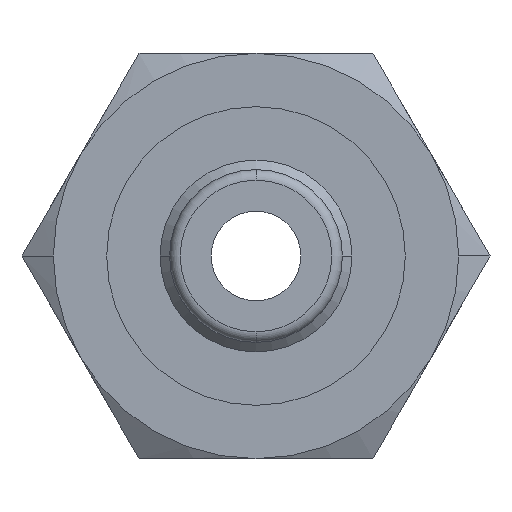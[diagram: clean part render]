
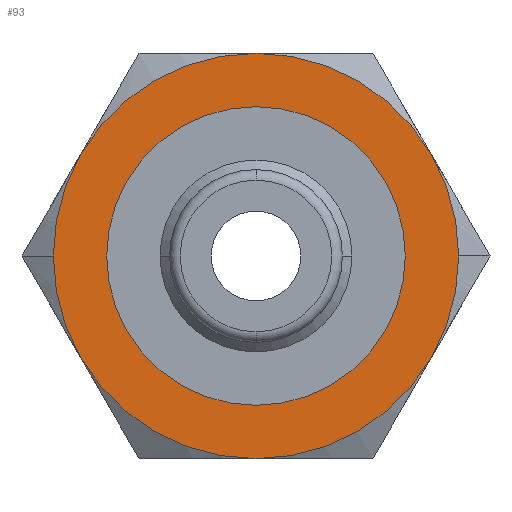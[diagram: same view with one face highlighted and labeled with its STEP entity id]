
A CAD part, front view. The second image highlights one B-rep face of the part: STEP entity #93.
In plain terms, the highlighted planar face has unit normal (0, -1, 0).
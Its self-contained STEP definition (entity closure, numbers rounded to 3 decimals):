
#93=ADVANCED_FACE('',(#222,#223),#224,.T.);
#222=FACE_OUTER_BOUND('',#387,.T.);
#223=FACE_BOUND('',#388,.T.);
#224=PLANE('',#389);
#387=EDGE_LOOP('',(#590,#591,#592,#593,#594,#595,#596,#597));
#388=EDGE_LOOP('',(#598,#599));
#389=AXIS2_PLACEMENT_3D('',#600,#601,#602);
#590=ORIENTED_EDGE('',*,*,#981,.F.);
#591=ORIENTED_EDGE('',*,*,#982,.F.);
#592=ORIENTED_EDGE('',*,*,#983,.F.);
#593=ORIENTED_EDGE('',*,*,#984,.F.);
#594=ORIENTED_EDGE('',*,*,#985,.F.);
#595=ORIENTED_EDGE('',*,*,#986,.F.);
#596=ORIENTED_EDGE('',*,*,#987,.F.);
#597=ORIENTED_EDGE('',*,*,#988,.F.);
#598=ORIENTED_EDGE('',*,*,#989,.T.);
#599=ORIENTED_EDGE('',*,*,#941,.T.);
#600=CARTESIAN_POINT('',(4.75,24.0,0.0));
#601=DIRECTION('',(-0.0,-1.0,-0.0));
#602=DIRECTION('',(-1.0,0.0,0.0));
#941=EDGE_CURVE('',#1103,#1101,#1104,.T.);
#981=EDGE_CURVE('',#1169,#1170,#1171,.T.);
#982=EDGE_CURVE('',#1172,#1169,#1173,.T.);
#983=EDGE_CURVE('',#1174,#1172,#1175,.T.);
#984=EDGE_CURVE('',#1176,#1174,#1177,.T.);
#985=EDGE_CURVE('',#1178,#1176,#1179,.T.);
#986=EDGE_CURVE('',#1180,#1178,#1181,.T.);
#987=EDGE_CURVE('',#1182,#1180,#1183,.T.);
#988=EDGE_CURVE('',#1170,#1182,#1184,.T.);
#989=EDGE_CURVE('',#1101,#1103,#1185,.T.);
#1101=VERTEX_POINT('',#1324);
#1103=VERTEX_POINT('',#1327);
#1104=CIRCLE('',#1328,7.0);
#1169=VERTEX_POINT('',#1416);
#1170=VERTEX_POINT('',#1417);
#1171=CIRCLE('',#1418,9.5);
#1172=VERTEX_POINT('',#1419);
#1173=CIRCLE('',#1420,9.5);
#1174=VERTEX_POINT('',#1421);
#1175=CIRCLE('',#1422,9.5);
#1176=VERTEX_POINT('',#1423);
#1177=CIRCLE('',#1424,9.5);
#1178=VERTEX_POINT('',#1425);
#1179=CIRCLE('',#1426,9.5);
#1180=VERTEX_POINT('',#1427);
#1181=CIRCLE('',#1428,9.5);
#1182=VERTEX_POINT('',#1429);
#1183=CIRCLE('',#1430,9.5);
#1184=CIRCLE('',#1431,9.5);
#1185=CIRCLE('',#1432,7.0);
#1324=CARTESIAN_POINT('',(7.0,24.0,0.0));
#1327=CARTESIAN_POINT('',(-7.0,24.0,0.));
#1328=AXIS2_PLACEMENT_3D('',#1842,#1843,#1844);
#1416=CARTESIAN_POINT('',(8.227,24.0,4.75));
#1417=CARTESIAN_POINT('',(9.5,24.0,0.));
#1418=AXIS2_PLACEMENT_3D('',#1908,#1909,#1910);
#1419=CARTESIAN_POINT('',(0.,24.0,9.5));
#1420=AXIS2_PLACEMENT_3D('',#1911,#1912,#1913);
#1421=CARTESIAN_POINT('',(-8.227,24.0,4.75));
#1422=AXIS2_PLACEMENT_3D('',#1914,#1915,#1916);
#1423=CARTESIAN_POINT('',(-9.5,24.0,0.));
#1424=AXIS2_PLACEMENT_3D('',#1917,#1918,#1919);
#1425=CARTESIAN_POINT('',(-8.227,24.0,-4.75));
#1426=AXIS2_PLACEMENT_3D('',#1920,#1921,#1922);
#1427=CARTESIAN_POINT('',(0.0,24.0,-9.5));
#1428=AXIS2_PLACEMENT_3D('',#1923,#1924,#1925);
#1429=CARTESIAN_POINT('',(8.227,24.0,-4.75));
#1430=AXIS2_PLACEMENT_3D('',#1926,#1927,#1928);
#1431=AXIS2_PLACEMENT_3D('',#1929,#1930,#1931);
#1432=AXIS2_PLACEMENT_3D('',#1932,#1933,#1934);
#1842=CARTESIAN_POINT('',(0.0,24.0,0.0));
#1843=DIRECTION('',(-0.0,1.0,0.0));
#1844=DIRECTION('',(1.0,0.0,0.0));
#1908=CARTESIAN_POINT('',(0.0,24.0,0.0));
#1909=DIRECTION('',(-0.0,1.0,0.0));
#1910=DIRECTION('',(1.0,0.0,0.0));
#1911=CARTESIAN_POINT('',(0.0,24.0,0.0));
#1912=DIRECTION('',(-0.0,1.0,0.0));
#1913=DIRECTION('',(1.0,0.0,0.0));
#1914=CARTESIAN_POINT('',(0.0,24.0,0.0));
#1915=DIRECTION('',(-0.0,1.0,0.0));
#1916=DIRECTION('',(1.0,0.0,0.0));
#1917=CARTESIAN_POINT('',(0.0,24.0,0.0));
#1918=DIRECTION('',(-0.0,1.0,0.0));
#1919=DIRECTION('',(1.0,0.0,0.0));
#1920=CARTESIAN_POINT('',(0.0,24.0,0.0));
#1921=DIRECTION('',(-0.0,1.0,0.0));
#1922=DIRECTION('',(1.0,0.0,0.0));
#1923=CARTESIAN_POINT('',(0.0,24.0,0.0));
#1924=DIRECTION('',(-0.0,1.0,0.0));
#1925=DIRECTION('',(1.0,0.0,0.0));
#1926=CARTESIAN_POINT('',(0.0,24.0,0.0));
#1927=DIRECTION('',(-0.0,1.0,0.0));
#1928=DIRECTION('',(1.0,0.0,0.0));
#1929=CARTESIAN_POINT('',(0.0,24.0,0.0));
#1930=DIRECTION('',(-0.0,1.0,0.0));
#1931=DIRECTION('',(1.0,0.0,0.0));
#1932=CARTESIAN_POINT('',(0.0,24.0,0.0));
#1933=DIRECTION('',(-0.0,1.0,0.0));
#1934=DIRECTION('',(1.0,0.0,0.0));
